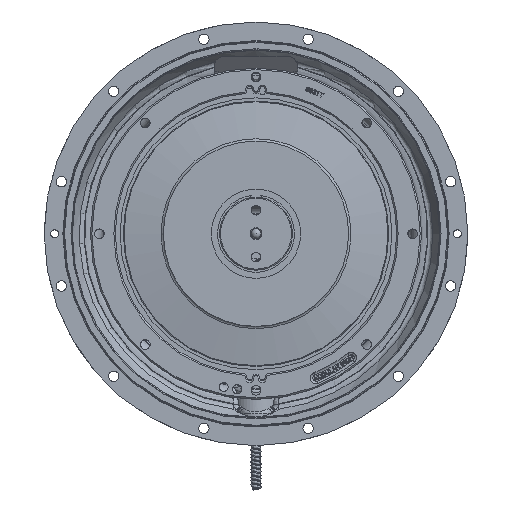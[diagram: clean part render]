
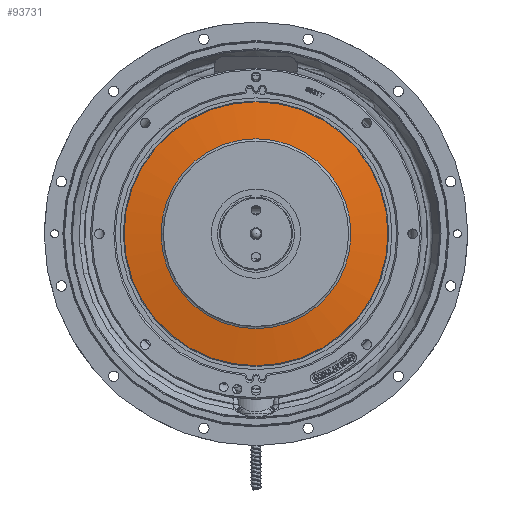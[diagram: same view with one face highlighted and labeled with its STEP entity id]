
A CAD part, top view. The second image highlights one B-rep face of the part: STEP entity #93731.
In plain terms, the highlighted conical face has half-angle 81.101 degrees and reference radius 144.45 mm.
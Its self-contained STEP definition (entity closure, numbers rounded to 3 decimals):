
#20117 = AXIS2_PLACEMENT_3D ( 'NONE', #116000, #41791, #124752 ) ;
#22329 = CARTESIAN_POINT ( 'NONE',  ( 0., 0., 121.563 ) ) ;
#24864 = FACE_OUTER_BOUND ( 'NONE', #37618, .T. ) ;
#29965 = CONICAL_SURFACE ( 'NONE', #20117, 144.45, 1.415 ) ;
#32774 = CARTESIAN_POINT ( 'NONE',  ( 0., 0., 127.729 ) ) ;
#37618 = EDGE_LOOP ( 'NONE', ( #89511 ) ) ;
#38398 = VERTEX_POINT ( 'NONE', #75563 ) ;
#41791 = DIRECTION ( 'NONE',  ( 0., 0., -1. ) ) ;
#56800 = DIRECTION ( 'NONE',  ( -1., 0., 0. ) ) ;
#58680 = AXIS2_PLACEMENT_3D ( 'NONE', #32774, #79984, #56800 ) ;
#66468 = DIRECTION ( 'NONE',  ( 1., 0., 0. ) ) ;
#67014 = VERTEX_POINT ( 'NONE', #78605 ) ;
#67513 = AXIS2_PLACEMENT_3D ( 'NONE', #22329, #89774, #66468 ) ;
#68463 = CIRCLE ( 'NONE', #58680, 101.049 ) ;
#75563 = CARTESIAN_POINT ( 'NONE',  ( -101.049, 0., 127.729 ) ) ;
#78605 = CARTESIAN_POINT ( 'NONE',  ( 140.428, 0., 121.563 ) ) ;
#79984 = DIRECTION ( 'NONE',  ( 0., 0., -1. ) ) ;
#81370 = ORIENTED_EDGE ( 'NONE', *, *, #137215, .T. ) ;
#89511 = ORIENTED_EDGE ( 'NONE', *, *, #142801, .T. ) ;
#89774 = DIRECTION ( 'NONE',  ( 0., 0., 1. ) ) ;
#93731 = ADVANCED_FACE ( 'NONE', ( #24864, #110780 ), #29965, .T. ) ;
#110780 = FACE_BOUND ( 'NONE', #126747, .T. ) ;
#112122 = CIRCLE ( 'NONE', #67513, 140.428 ) ;
#116000 = CARTESIAN_POINT ( 'NONE',  ( 0., 0., 120.933 ) ) ;
#124752 = DIRECTION ( 'NONE',  ( -1., 0., 0. ) ) ;
#126747 = EDGE_LOOP ( 'NONE', ( #81370 ) ) ;
#137215 = EDGE_CURVE ( 'NONE', #38398, #38398, #68463, .T. ) ;
#142801 = EDGE_CURVE ( 'NONE', #67014, #67014, #112122, .T. ) ;
